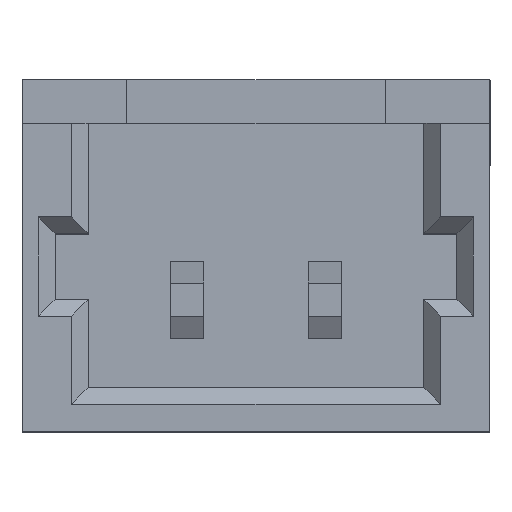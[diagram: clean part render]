
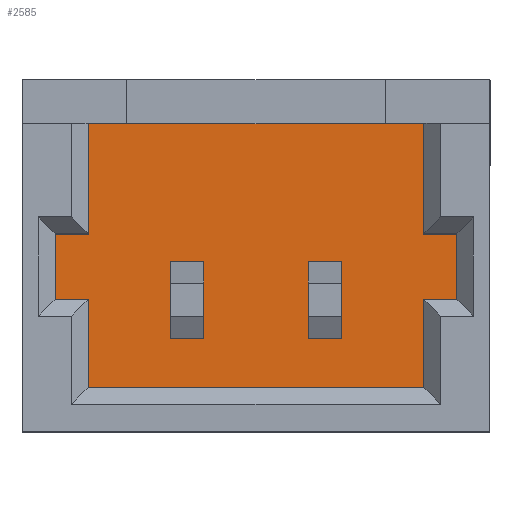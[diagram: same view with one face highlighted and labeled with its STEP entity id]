
A CAD part, top view. The second image highlights one B-rep face of the part: STEP entity #2585.
In plain terms, the highlighted planar face has unit normal (0, 0, 1).
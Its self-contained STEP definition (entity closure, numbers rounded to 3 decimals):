
#40=ORIENTED_EDGE('',*,*,#590,.F.);
#41=ORIENTED_EDGE('',*,*,#591,.F.);
#42=ORIENTED_EDGE('',*,*,#592,.F.);
#43=ORIENTED_EDGE('',*,*,#593,.F.);
#44=ORIENTED_EDGE('',*,*,#594,.F.);
#45=ORIENTED_EDGE('',*,*,#595,.F.);
#46=ORIENTED_EDGE('',*,*,#596,.F.);
#47=ORIENTED_EDGE('',*,*,#597,.F.);
#48=ORIENTED_EDGE('',*,*,#598,.F.);
#49=ORIENTED_EDGE('',*,*,#599,.F.);
#50=ORIENTED_EDGE('',*,*,#600,.F.);
#51=ORIENTED_EDGE('',*,*,#601,.F.);
#52=ORIENTED_EDGE('',*,*,#602,.T.);
#53=ORIENTED_EDGE('',*,*,#603,.F.);
#54=ORIENTED_EDGE('',*,*,#604,.T.);
#55=ORIENTED_EDGE('',*,*,#605,.T.);
#56=ORIENTED_EDGE('',*,*,#606,.T.);
#57=ORIENTED_EDGE('',*,*,#574,.T.);
#58=ORIENTED_EDGE('',*,*,#607,.T.);
#59=ORIENTED_EDGE('',*,*,#580,.T.);
#60=ORIENTED_EDGE('',*,*,#608,.T.);
#61=ORIENTED_EDGE('',*,*,#609,.F.);
#62=ORIENTED_EDGE('',*,*,#610,.T.);
#63=ORIENTED_EDGE('',*,*,#611,.T.);
#64=ORIENTED_EDGE('',*,*,#612,.T.);
#65=ORIENTED_EDGE('',*,*,#582,.T.);
#66=ORIENTED_EDGE('',*,*,#613,.T.);
#67=ORIENTED_EDGE('',*,*,#588,.T.);
#574=EDGE_CURVE('',#849,#850,#1027,.T.);
#580=EDGE_CURVE('',#856,#855,#1033,.T.);
#582=EDGE_CURVE('',#857,#858,#1035,.T.);
#588=EDGE_CURVE('',#864,#863,#1041,.T.);
#590=EDGE_CURVE('',#865,#866,#1043,.T.);
#591=EDGE_CURVE('',#867,#865,#1044,.T.);
#592=EDGE_CURVE('',#868,#867,#1045,.T.);
#593=EDGE_CURVE('',#869,#868,#1046,.T.);
#594=EDGE_CURVE('',#870,#869,#1047,.T.);
#595=EDGE_CURVE('',#871,#870,#1048,.T.);
#596=EDGE_CURVE('',#872,#871,#1049,.T.);
#597=EDGE_CURVE('',#873,#872,#1050,.T.);
#598=EDGE_CURVE('',#874,#873,#1051,.T.);
#599=EDGE_CURVE('',#875,#874,#1052,.T.);
#600=EDGE_CURVE('',#876,#875,#1053,.T.);
#601=EDGE_CURVE('',#866,#876,#1054,.T.);
#602=EDGE_CURVE('',#855,#877,#1055,.T.);
#603=EDGE_CURVE('',#878,#877,#1056,.T.);
#604=EDGE_CURVE('',#878,#879,#1057,.T.);
#605=EDGE_CURVE('',#879,#880,#1058,.T.);
#606=EDGE_CURVE('',#880,#849,#1059,.T.);
#607=EDGE_CURVE('',#850,#856,#1060,.T.);
#608=EDGE_CURVE('',#863,#881,#1061,.T.);
#609=EDGE_CURVE('',#882,#881,#1062,.T.);
#610=EDGE_CURVE('',#882,#883,#1063,.T.);
#611=EDGE_CURVE('',#883,#884,#1064,.T.);
#612=EDGE_CURVE('',#884,#857,#1065,.T.);
#613=EDGE_CURVE('',#858,#864,#1066,.T.);
#849=VERTEX_POINT('',#3267);
#850=VERTEX_POINT('',#3268);
#855=VERTEX_POINT('',#3279);
#856=VERTEX_POINT('',#3281);
#857=VERTEX_POINT('',#3285);
#858=VERTEX_POINT('',#3286);
#863=VERTEX_POINT('',#3297);
#864=VERTEX_POINT('',#3299);
#865=VERTEX_POINT('',#3303);
#866=VERTEX_POINT('',#3304);
#867=VERTEX_POINT('',#3306);
#868=VERTEX_POINT('',#3308);
#869=VERTEX_POINT('',#3310);
#870=VERTEX_POINT('',#3312);
#871=VERTEX_POINT('',#3314);
#872=VERTEX_POINT('',#3316);
#873=VERTEX_POINT('',#3318);
#874=VERTEX_POINT('',#3320);
#875=VERTEX_POINT('',#3322);
#876=VERTEX_POINT('',#3324);
#877=VERTEX_POINT('',#3327);
#878=VERTEX_POINT('',#3329);
#879=VERTEX_POINT('',#3331);
#880=VERTEX_POINT('',#3333);
#881=VERTEX_POINT('',#3337);
#882=VERTEX_POINT('',#3339);
#883=VERTEX_POINT('',#3341);
#884=VERTEX_POINT('',#3343);
#1027=LINE('',#3266,#1302);
#1033=LINE('',#3280,#1308);
#1035=LINE('',#3284,#1310);
#1041=LINE('',#3298,#1316);
#1043=LINE('',#3302,#1318);
#1044=LINE('',#3305,#1319);
#1045=LINE('',#3307,#1320);
#1046=LINE('',#3309,#1321);
#1047=LINE('',#3311,#1322);
#1048=LINE('',#3313,#1323);
#1049=LINE('',#3315,#1324);
#1050=LINE('',#3317,#1325);
#1051=LINE('',#3319,#1326);
#1052=LINE('',#3321,#1327);
#1053=LINE('',#3323,#1328);
#1054=LINE('',#3325,#1329);
#1055=LINE('',#3326,#1330);
#1056=LINE('',#3328,#1331);
#1057=LINE('',#3330,#1332);
#1058=LINE('',#3332,#1333);
#1059=LINE('',#3334,#1334);
#1060=LINE('',#3335,#1335);
#1061=LINE('',#3336,#1336);
#1062=LINE('',#3338,#1337);
#1063=LINE('',#3340,#1338);
#1064=LINE('',#3342,#1339);
#1065=LINE('',#3344,#1340);
#1066=LINE('',#3345,#1341);
#1302=VECTOR('',#2791,1000.);
#1308=VECTOR('',#2799,1000.);
#1310=VECTOR('',#2803,1000.);
#1316=VECTOR('',#2811,1000.);
#1318=VECTOR('',#2815,1000.);
#1319=VECTOR('',#2816,1000.);
#1320=VECTOR('',#2817,1000.);
#1321=VECTOR('',#2818,1000.);
#1322=VECTOR('',#2819,1000.);
#1323=VECTOR('',#2820,1000.);
#1324=VECTOR('',#2821,1000.);
#1325=VECTOR('',#2822,1000.);
#1326=VECTOR('',#2823,1000.);
#1327=VECTOR('',#2824,1000.);
#1328=VECTOR('',#2825,1000.);
#1329=VECTOR('',#2826,1000.);
#1330=VECTOR('',#2827,1000.);
#1331=VECTOR('',#2828,1000.);
#1332=VECTOR('',#2829,1000.);
#1333=VECTOR('',#2830,1000.);
#1334=VECTOR('',#2831,1000.);
#1335=VECTOR('',#2832,1000.);
#1336=VECTOR('',#2833,1000.);
#1337=VECTOR('',#2834,1000.);
#1338=VECTOR('',#2835,1000.);
#1339=VECTOR('',#2836,1000.);
#1340=VECTOR('',#2837,1000.);
#1341=VECTOR('',#2838,1000.);
#1581=EDGE_LOOP('',(#40,#41,#42,#43,#44,#45,#46,#47,#48,#49,#50,#51));
#1582=EDGE_LOOP('',(#52,#53,#54,#55,#56,#57,#58,#59));
#1583=EDGE_LOOP('',(#60,#61,#62,#63,#64,#65,#66,#67));
#1686=FACE_BOUND('',#1581,.T.);
#1687=FACE_BOUND('',#1582,.T.);
#1688=FACE_BOUND('',#1583,.T.);
#1791=PLANE('',#2691);
#2585=ADVANCED_FACE('',(#1686,#1687,#1688),#1791,.F.);
#2691=AXIS2_PLACEMENT_3D('',#3301,#2813,#2814);
#2791=DIRECTION('',(-1.,0.,0.));
#2799=DIRECTION('',(1.,0.,0.));
#2803=DIRECTION('',(-1.,0.,0.));
#2811=DIRECTION('',(1.,0.,0.));
#2813=DIRECTION('',(0.,0.,-1.));
#2814=DIRECTION('',(-1.,0.,0.));
#2815=DIRECTION('',(0.,1.,0.));
#2816=DIRECTION('',(1.,0.,0.));
#2817=DIRECTION('',(0.,1.,0.));
#2818=DIRECTION('',(-1.,0.,0.));
#2819=DIRECTION('',(0.,1.,0.));
#2820=DIRECTION('',(-1.,0.,0.));
#2821=DIRECTION('',(0.,-1.,0.));
#2822=DIRECTION('',(-1.,0.,0.));
#2823=DIRECTION('',(0.,-1.,0.));
#2824=DIRECTION('',(1.,0.,0.));
#2825=DIRECTION('',(0.,-1.,0.));
#2826=DIRECTION('',(1.,0.,0.));
#2827=DIRECTION('',(0.,1.,0.));
#2828=DIRECTION('',(-1.,0.,0.));
#2829=DIRECTION('',(0.,-1.,0.));
#2830=DIRECTION('',(-1.,0.,0.));
#2831=DIRECTION('',(0.,1.,0.));
#2832=DIRECTION('',(0.,1.,0.));
#2833=DIRECTION('',(0.,1.,0.));
#2834=DIRECTION('',(-1.,0.,0.));
#2835=DIRECTION('',(0.,-1.,0.));
#2836=DIRECTION('',(-1.,0.,0.));
#2837=DIRECTION('',(0.,1.,0.));
#2838=DIRECTION('',(0.,1.,0.));
#3266=CARTESIAN_POINT('',(0.776,0.225,-1.));
#3267=CARTESIAN_POINT('',(0.476,0.225,-1.));
#3268=CARTESIAN_POINT('',(0.474,0.225,-1.));
#3279=CARTESIAN_POINT('',(0.476,0.575,-1.));
#3280=CARTESIAN_POINT('',(0.474,0.575,-1.));
#3281=CARTESIAN_POINT('',(0.474,0.575,-1.));
#3284=CARTESIAN_POINT('',(-0.474,0.225,-1.));
#3285=CARTESIAN_POINT('',(-0.774,0.225,-1.));
#3286=CARTESIAN_POINT('',(-0.776,0.225,-1.));
#3297=CARTESIAN_POINT('',(-0.774,0.575,-1.));
#3298=CARTESIAN_POINT('',(-0.776,0.575,-1.));
#3299=CARTESIAN_POINT('',(-0.776,0.575,-1.));
#3301=CARTESIAN_POINT('',(0.,0.,-1.));
#3302=CARTESIAN_POINT('',(-1.525,0.4,-1.));
#3303=CARTESIAN_POINT('',(-1.525,0.4,-1.));
#3304=CARTESIAN_POINT('',(-1.525,1.2,-1.));
#3305=CARTESIAN_POINT('',(-1.825,0.4,-1.));
#3306=CARTESIAN_POINT('',(-1.825,0.4,-1.));
#3307=CARTESIAN_POINT('',(-1.825,-0.2,-1.));
#3308=CARTESIAN_POINT('',(-1.825,-0.2,-1.));
#3309=CARTESIAN_POINT('',(-1.525,-0.2,-1.));
#3310=CARTESIAN_POINT('',(-1.525,-0.2,-1.));
#3311=CARTESIAN_POINT('',(-1.525,-1.2,-1.));
#3312=CARTESIAN_POINT('',(-1.525,-1.2,-1.));
#3313=CARTESIAN_POINT('',(1.525,-1.2,-1.));
#3314=CARTESIAN_POINT('',(1.525,-1.2,-1.));
#3315=CARTESIAN_POINT('',(1.525,-0.2,-1.));
#3316=CARTESIAN_POINT('',(1.525,-0.2,-1.));
#3317=CARTESIAN_POINT('',(1.825,-0.2,-1.));
#3318=CARTESIAN_POINT('',(1.825,-0.2,-1.));
#3319=CARTESIAN_POINT('',(1.825,0.4,-1.));
#3320=CARTESIAN_POINT('',(1.825,0.4,-1.));
#3321=CARTESIAN_POINT('',(1.525,0.4,-1.));
#3322=CARTESIAN_POINT('',(1.525,0.4,-1.));
#3323=CARTESIAN_POINT('',(1.525,1.2,-1.));
#3324=CARTESIAN_POINT('',(1.525,1.2,-1.));
#3325=CARTESIAN_POINT('',(-1.525,1.2,-1.));
#3326=CARTESIAN_POINT('',(0.476,0.575,-1.));
#3327=CARTESIAN_POINT('',(0.476,0.75,-1.));
#3328=CARTESIAN_POINT('',(0.776,0.75,-1.));
#3329=CARTESIAN_POINT('',(0.776,0.75,-1.));
#3330=CARTESIAN_POINT('',(0.776,0.575,-1.));
#3331=CARTESIAN_POINT('',(0.776,0.05,-1.));
#3332=CARTESIAN_POINT('',(0.776,0.05,-1.));
#3333=CARTESIAN_POINT('',(0.476,0.05,-1.));
#3334=CARTESIAN_POINT('',(0.476,0.05,-1.));
#3335=CARTESIAN_POINT('',(0.474,0.225,-1.));
#3336=CARTESIAN_POINT('',(-0.774,0.575,-1.));
#3337=CARTESIAN_POINT('',(-0.774,0.75,-1.));
#3338=CARTESIAN_POINT('',(-0.474,0.75,-1.));
#3339=CARTESIAN_POINT('',(-0.474,0.75,-1.));
#3340=CARTESIAN_POINT('',(-0.474,0.575,-1.));
#3341=CARTESIAN_POINT('',(-0.474,0.05,-1.));
#3342=CARTESIAN_POINT('',(-0.474,0.05,-1.));
#3343=CARTESIAN_POINT('',(-0.774,0.05,-1.));
#3344=CARTESIAN_POINT('',(-0.774,0.05,-1.));
#3345=CARTESIAN_POINT('',(-0.776,0.225,-1.));
